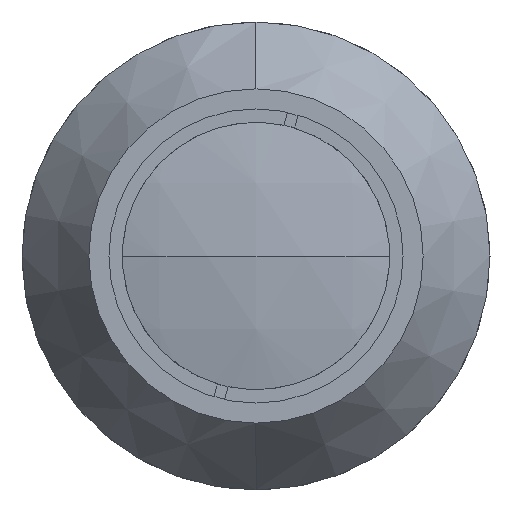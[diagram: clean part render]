
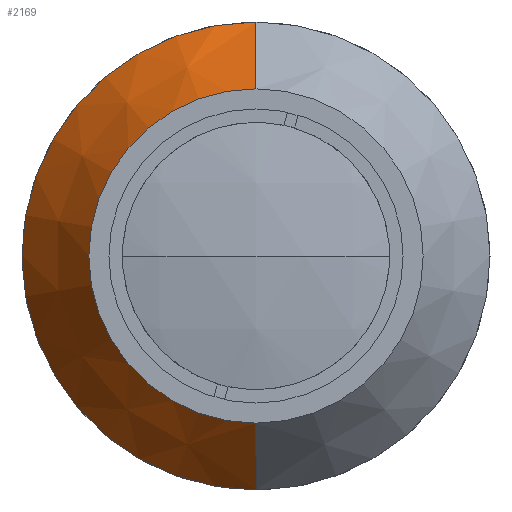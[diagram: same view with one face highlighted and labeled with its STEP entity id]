
A CAD part, left-side view. The second image highlights one B-rep face of the part: STEP entity #2169.
In plain terms, the highlighted conical face has half-angle 35 degrees and reference radius 21 mm.
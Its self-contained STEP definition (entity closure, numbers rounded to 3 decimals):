
#10 = CARTESIAN_POINT ( 'NONE',  ( 23.569, 0., -21. ) ) ;
#70 = CARTESIAN_POINT ( 'NONE',  ( 15., 0., -15. ) ) ;
#91 = VECTOR ( 'NONE', #3625, 1000. ) ;
#240 = DIRECTION ( 'NONE',  ( 1., 0., 0. ) ) ;
#268 = ORIENTED_EDGE ( 'NONE', *, *, #2353, .T. ) ;
#317 = CARTESIAN_POINT ( 'NONE',  ( 23.569, 0., 0. ) ) ;
#627 = CARTESIAN_POINT ( 'NONE',  ( 15., 0., 0. ) ) ;
#691 = AXIS2_PLACEMENT_3D ( 'NONE', #989, #240, #4480 ) ;
#718 = CARTESIAN_POINT ( 'NONE',  ( 23.569, 0., 21. ) ) ;
#989 = CARTESIAN_POINT ( 'NONE',  ( 23.569, 0., 0. ) ) ;
#1187 = EDGE_CURVE ( 'NONE', #1928, #2871, #4320, .T. ) ;
#1377 = VERTEX_POINT ( 'NONE', #1590 ) ;
#1590 = CARTESIAN_POINT ( 'NONE',  ( 15., 0., 15. ) ) ;
#1686 = FACE_OUTER_BOUND ( 'NONE', #4516, .T. ) ;
#1828 = EDGE_CURVE ( 'NONE', #2754, #2871, #2329, .T. ) ;
#1928 = VERTEX_POINT ( 'NONE', #70 ) ;
#1965 = ORIENTED_EDGE ( 'NONE', *, *, #3147, .F. ) ;
#2094 = ORIENTED_EDGE ( 'NONE', *, *, #1828, .T. ) ;
#2169 = ADVANCED_FACE ( 'NONE', ( #1686 ), #4458, .T. ) ;
#2232 = ORIENTED_EDGE ( 'NONE', *, *, #1187, .F. ) ;
#2329 = CIRCLE ( 'NONE', #3817, 21. ) ;
#2353 = EDGE_CURVE ( 'NONE', #1377, #2754, #3285, .T. ) ;
#2427 = DIRECTION ( 'NONE',  ( 0., 0., 1. ) ) ;
#2583 = VECTOR ( 'NONE', #2917, 1000. ) ;
#2638 = AXIS2_PLACEMENT_3D ( 'NONE', #627, #4578, #2808 ) ;
#2754 = VERTEX_POINT ( 'NONE', #718 ) ;
#2808 = DIRECTION ( 'NONE',  ( 0., 0., 1. ) ) ;
#2871 = VERTEX_POINT ( 'NONE', #3938 ) ;
#2917 = DIRECTION ( 'NONE',  ( 0.819, 0., -0.574 ) ) ;
#2938 = CIRCLE ( 'NONE', #2638, 15. ) ;
#3124 = DIRECTION ( 'NONE',  ( -1., 0., 0. ) ) ;
#3147 = EDGE_CURVE ( 'NONE', #1377, #1928, #2938, .T. ) ;
#3239 = CARTESIAN_POINT ( 'NONE',  ( 23.569, 0., 21. ) ) ;
#3285 = LINE ( 'NONE', #3239, #91 ) ;
#3625 = DIRECTION ( 'NONE',  ( 0.819, 0., 0.574 ) ) ;
#3817 = AXIS2_PLACEMENT_3D ( 'NONE', #317, #3124, #2427 ) ;
#3938 = CARTESIAN_POINT ( 'NONE',  ( 23.569, 0., -21. ) ) ;
#4320 = LINE ( 'NONE', #10, #2583 ) ;
#4458 = CONICAL_SURFACE ( 'NONE', #691, 21., 0.611 ) ;
#4480 = DIRECTION ( 'NONE',  ( 0., 0., -1. ) ) ;
#4516 = EDGE_LOOP ( 'NONE', ( #1965, #268, #2094, #2232 ) ) ;
#4578 = DIRECTION ( 'NONE',  ( -1., 0., 0. ) ) ;
